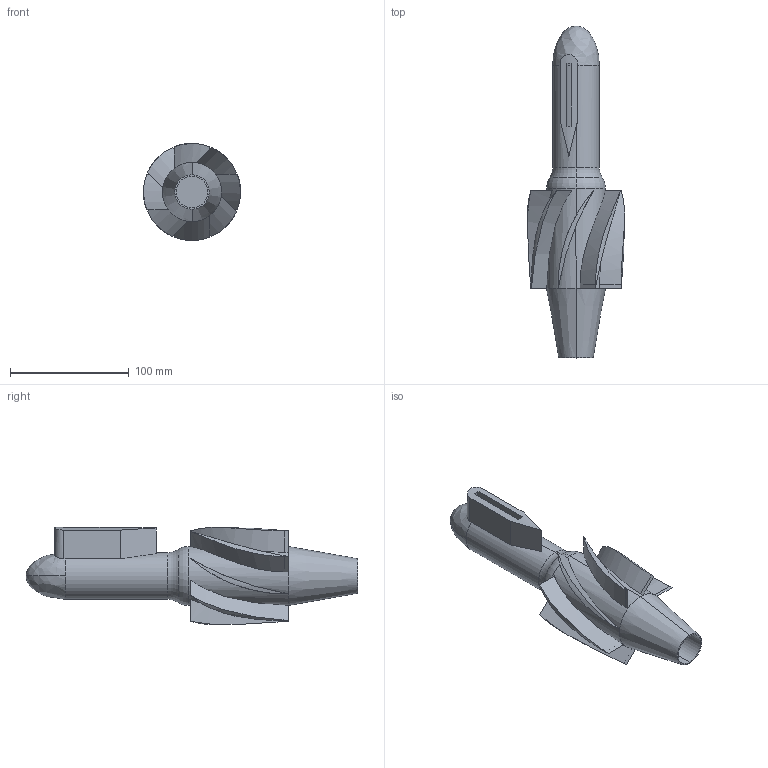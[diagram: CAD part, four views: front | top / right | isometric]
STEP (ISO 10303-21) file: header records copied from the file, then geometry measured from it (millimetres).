
FILE_DESCRIPTION (( 'STEP AP203' ), '1' );
FILE_NAME ('1号转子.STEP', '2021-09-26T08:27:03', ( '微软用户' ), ( '微软中国' ), 'SwSTEP 2.0', 'SolidWorks 2016', '' );
FILE_SCHEMA (( 'CONFIG_CONTROL_DESIGN' ));
Length unit declared in the file: millimetre
Products named in the file (1): 1瘍蛌赽
Bounding box: 81.95 x 280 x 82 mm (x, y, z)
Volume: 306430.3 mm3; surface area: 89776.7 mm2
Topology: 1 solids, 1 shells, 61 faces, 148 edges, 95 vertices
Faces by surface type: cylinder 42, plane 10, torus 4, bspline 3, cone 2
Entity records: 2568 total; most frequent: CARTESIAN_POINT 1196, ORIENTED_EDGE 292, DIRECTION 224, EDGE_CURVE 146, VERTEX_POINT 95, AXIS2_PLACEMENT_3D 86, EDGE_LOOP 69, FACE_OUTER_BOUND 61
